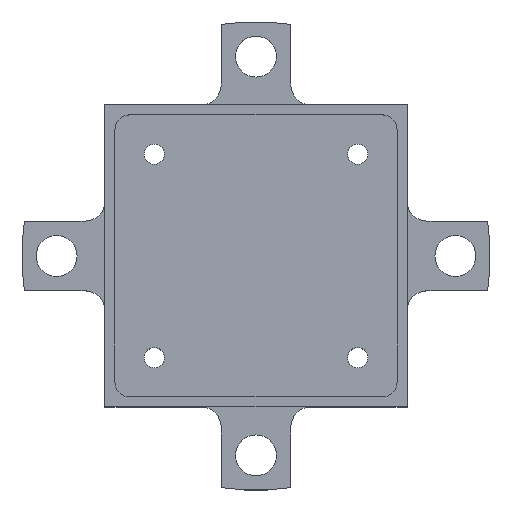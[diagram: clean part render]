
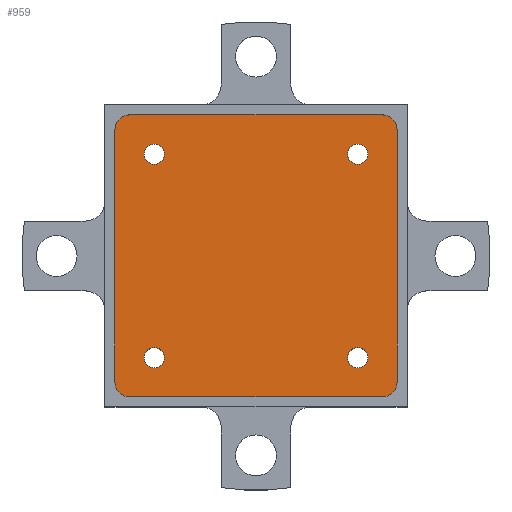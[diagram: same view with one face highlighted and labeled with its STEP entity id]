
A CAD part, top view. The second image highlights one B-rep face of the part: STEP entity #959.
In plain terms, the highlighted planar face has unit normal (0, 0, 1).
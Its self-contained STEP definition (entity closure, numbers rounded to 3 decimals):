
#19=FACE_BOUND('',#157,.T.);
#20=FACE_BOUND('',#158,.T.);
#21=FACE_BOUND('',#159,.T.);
#22=FACE_BOUND('',#160,.T.);
#54=PLANE('',#1081);
#103=FACE_OUTER_BOUND('',#156,.T.);
#156=EDGE_LOOP('',(#827,#828,#829,#830,#831,#832,#833,#834));
#157=EDGE_LOOP('',(#835));
#158=EDGE_LOOP('',(#836));
#159=EDGE_LOOP('',(#837));
#160=EDGE_LOOP('',(#838));
#246=LINE('',#1607,#331);
#250=LINE('',#1619,#335);
#254=LINE('',#1631,#339);
#257=LINE('',#1640,#342);
#331=VECTOR('',#1327,10.);
#335=VECTOR('',#1339,10.);
#339=VECTOR('',#1351,10.);
#342=VECTOR('',#1362,10.);
#377=CIRCLE('',#1054,1.007);
#379=CIRCLE('',#1057,1.007);
#381=CIRCLE('',#1060,1.007);
#383=CIRCLE('',#1063,1.007);
#386=CIRCLE('',#1067,1.5);
#388=CIRCLE('',#1071,1.5);
#390=CIRCLE('',#1075,1.5);
#392=CIRCLE('',#1079,1.5);
#459=VERTEX_POINT('',#1570);
#461=VERTEX_POINT('',#1576);
#463=VERTEX_POINT('',#1582);
#465=VERTEX_POINT('',#1588);
#469=VERTEX_POINT('',#1597);
#470=VERTEX_POINT('',#1599);
#472=VERTEX_POINT('',#1605);
#474=VERTEX_POINT('',#1611);
#476=VERTEX_POINT('',#1617);
#478=VERTEX_POINT('',#1623);
#480=VERTEX_POINT('',#1629);
#482=VERTEX_POINT('',#1635);
#582=EDGE_CURVE('',#459,#459,#377,.T.);
#585=EDGE_CURVE('',#461,#461,#379,.T.);
#588=EDGE_CURVE('',#463,#463,#381,.T.);
#591=EDGE_CURVE('',#465,#465,#383,.T.);
#596=EDGE_CURVE('',#469,#470,#386,.T.);
#600=EDGE_CURVE('',#472,#469,#246,.T.);
#603=EDGE_CURVE('',#474,#472,#388,.T.);
#606=EDGE_CURVE('',#476,#474,#250,.T.);
#609=EDGE_CURVE('',#478,#476,#390,.T.);
#612=EDGE_CURVE('',#480,#478,#254,.T.);
#615=EDGE_CURVE('',#482,#480,#392,.T.);
#617=EDGE_CURVE('',#470,#482,#257,.T.);
#827=ORIENTED_EDGE('',*,*,#617,.F.);
#828=ORIENTED_EDGE('',*,*,#596,.F.);
#829=ORIENTED_EDGE('',*,*,#600,.F.);
#830=ORIENTED_EDGE('',*,*,#603,.F.);
#831=ORIENTED_EDGE('',*,*,#606,.F.);
#832=ORIENTED_EDGE('',*,*,#609,.F.);
#833=ORIENTED_EDGE('',*,*,#612,.F.);
#834=ORIENTED_EDGE('',*,*,#615,.F.);
#835=ORIENTED_EDGE('',*,*,#582,.T.);
#836=ORIENTED_EDGE('',*,*,#585,.T.);
#837=ORIENTED_EDGE('',*,*,#588,.T.);
#838=ORIENTED_EDGE('',*,*,#591,.T.);
#959=ADVANCED_FACE('',(#103,#19,#20,#21,#22),#54,.T.);
#1054=AXIS2_PLACEMENT_3D('',#1571,#1289,#1290);
#1057=AXIS2_PLACEMENT_3D('',#1577,#1296,#1297);
#1060=AXIS2_PLACEMENT_3D('',#1583,#1303,#1304);
#1063=AXIS2_PLACEMENT_3D('',#1589,#1310,#1311);
#1067=AXIS2_PLACEMENT_3D('',#1600,#1320,#1321);
#1071=AXIS2_PLACEMENT_3D('',#1613,#1333,#1334);
#1075=AXIS2_PLACEMENT_3D('',#1625,#1345,#1346);
#1079=AXIS2_PLACEMENT_3D('',#1637,#1357,#1358);
#1081=AXIS2_PLACEMENT_3D('',#1641,#1363,#1364);
#1289=DIRECTION('center_axis',(0.,0.,-1.));
#1290=DIRECTION('ref_axis',(0.,-1.,0.));
#1296=DIRECTION('center_axis',(0.,0.,-1.));
#1297=DIRECTION('ref_axis',(-1.,0.,0.));
#1303=DIRECTION('center_axis',(0.,0.,-1.));
#1304=DIRECTION('ref_axis',(0.,1.,0.));
#1310=DIRECTION('center_axis',(0.,0.,-1.));
#1311=DIRECTION('ref_axis',(1.,0.,0.));
#1320=DIRECTION('center_axis',(0.,0.,-1.));
#1321=DIRECTION('ref_axis',(0.,-1.,0.));
#1327=DIRECTION('',(0.,-1.,0.));
#1333=DIRECTION('center_axis',(0.,0.,-1.));
#1334=DIRECTION('ref_axis',(1.,0.,0.));
#1339=DIRECTION('',(1.,0.,0.));
#1345=DIRECTION('center_axis',(0.,0.,-1.));
#1346=DIRECTION('ref_axis',(0.,1.,0.));
#1351=DIRECTION('',(0.,1.,0.));
#1357=DIRECTION('center_axis',(0.,0.,-1.));
#1358=DIRECTION('ref_axis',(-1.,0.,0.));
#1362=DIRECTION('',(-1.,0.,0.));
#1363=DIRECTION('center_axis',(0.,0.,1.));
#1364=DIRECTION('ref_axis',(1.,0.,0.));
#1570=CARTESIAN_POINT('',(10.2,-9.194,0.44));
#1571=CARTESIAN_POINT('Origin',(10.2,-10.2,0.44));
#1576=CARTESIAN_POINT('',(-9.194,-10.2,0.44));
#1577=CARTESIAN_POINT('Origin',(-10.2,-10.2,0.44));
#1582=CARTESIAN_POINT('',(-10.2,9.194,0.44));
#1583=CARTESIAN_POINT('Origin',(-10.2,10.2,0.44));
#1588=CARTESIAN_POINT('',(9.194,10.2,0.44));
#1589=CARTESIAN_POINT('Origin',(10.2,10.2,0.44));
#1597=CARTESIAN_POINT('',(14.15,-12.65,0.44));
#1599=CARTESIAN_POINT('',(12.65,-14.15,0.44));
#1600=CARTESIAN_POINT('Origin',(12.65,-12.65,0.44));
#1605=CARTESIAN_POINT('',(14.15,12.65,0.44));
#1607=CARTESIAN_POINT('',(14.15,-12.65,0.44));
#1611=CARTESIAN_POINT('',(12.65,14.15,0.44));
#1613=CARTESIAN_POINT('Origin',(12.65,12.65,0.44));
#1617=CARTESIAN_POINT('',(-12.65,14.15,0.44));
#1619=CARTESIAN_POINT('',(12.65,14.15,0.44));
#1623=CARTESIAN_POINT('',(-14.15,12.65,0.44));
#1625=CARTESIAN_POINT('Origin',(-12.65,12.65,0.44));
#1629=CARTESIAN_POINT('',(-14.15,-12.65,0.44));
#1631=CARTESIAN_POINT('',(-14.15,12.65,0.44));
#1635=CARTESIAN_POINT('',(-12.65,-14.15,0.44));
#1637=CARTESIAN_POINT('Origin',(-12.65,-12.65,0.44));
#1640=CARTESIAN_POINT('',(-12.65,-14.15,0.44));
#1641=CARTESIAN_POINT('Origin',(0.,0.,0.44));
